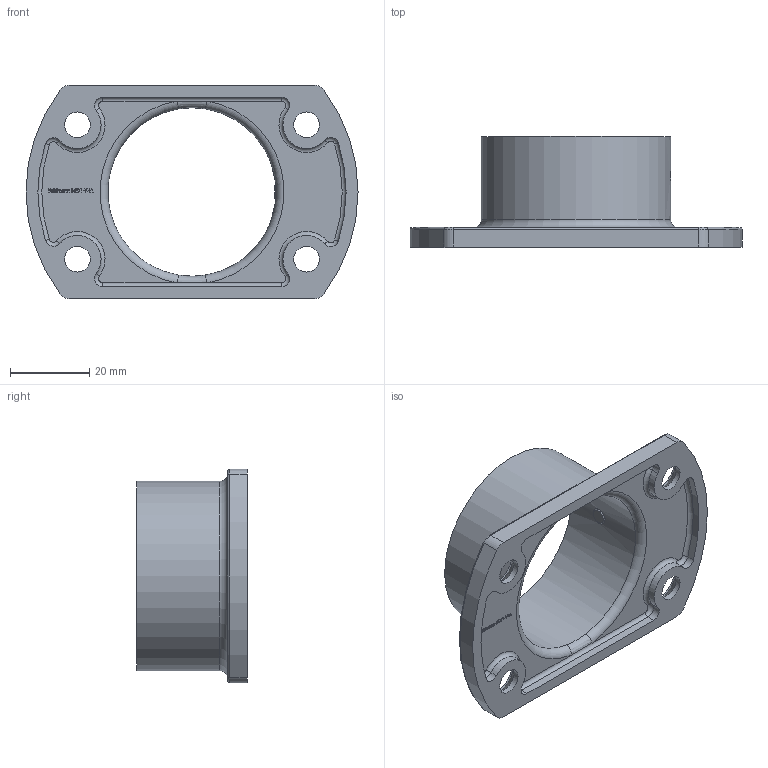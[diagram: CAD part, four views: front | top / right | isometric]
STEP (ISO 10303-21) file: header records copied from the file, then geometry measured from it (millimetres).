
FILE_DESCRIPTION (( 'STEP AP203' ), '1' );
FILE_NAME ('54171-V4A.step', '2021-11-26T07:26:21', ( '' ), ( '' ), 'SwSTEP 2.0', 'SolidWorks 2018', '' );
FILE_SCHEMA (( 'CONFIG_CONTROL_DESIGN' ));
Length unit declared in the file: millimetre
Products named in the file (5): 54171-V4A; 54171-V4A Teil1; DIN913 M5x3_DIN913 M5x6; DIN913 M5x3
Assembly tree (2 placements, depth 2):
  54171-V4A
    54171-V4A Teil1
    DIN913 M5x3_DIN913 M5x6
  54171-V4A Teil1
  DIN913 M5x3
Bounding box: 84 x 28 x 54 mm (x, y, z)
Volume: 16787.6 mm3; surface area: 14154.6 mm2
Topology: 2 solids, 2 shells, 290 faces, 745 edges, 484 vertices
Faces by surface type: plane 167, bspline 58, cylinder 36, torus 23, cone 6
Full cylindrical faces by diameter (mm): 4.2 x1, 5 x1, 6.5 x4, 12.5 x4, 42.6 x1, 48 x1
Entity records: 12003 total; most frequent: CARTESIAN_POINT 4868, ORIENTED_EDGE 1448, DIRECTION 1198, EDGE_CURVE 724, LINE 490, VECTOR 490, VERTEX_POINT 482, AXIS2_PLACEMENT_3D 354
